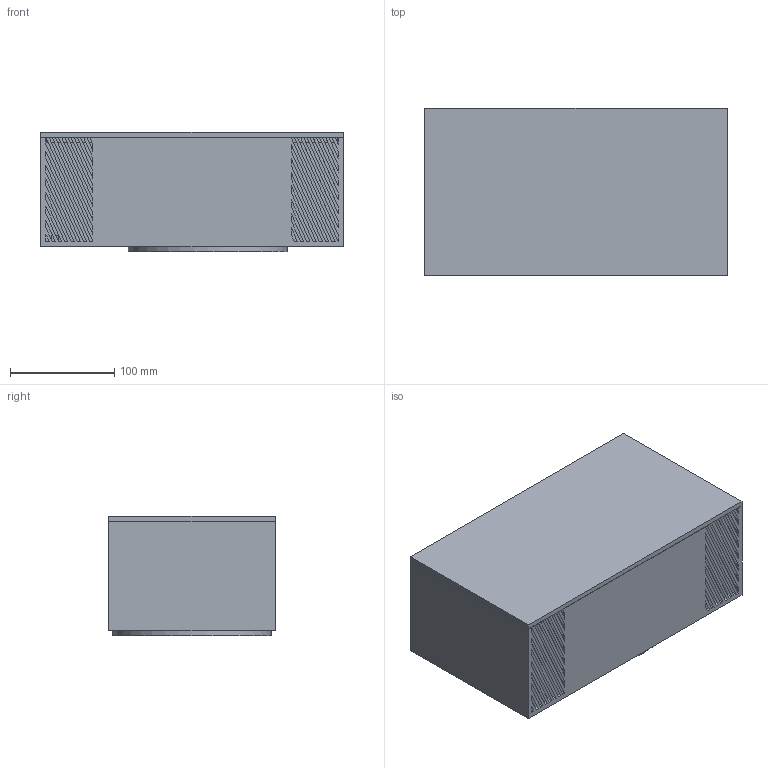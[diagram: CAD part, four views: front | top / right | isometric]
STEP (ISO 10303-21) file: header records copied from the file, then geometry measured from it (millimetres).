
FILE_DESCRIPTION(/* description */ (''),/* implementation_level */ '2;1');
FILE_NAME(/* name */ 'music v5.step',/* time_stamp */ '2025-07-30T17:07:47-04:00',/* author */ (''),/* organization */ (''),/* preprocessor_version */ 'ST-DEVELOPER v20.1',/* originating_system */ 'Autodesk Translation Framework v14.10.0.0',/* authorisation */ '');
FILE_SCHEMA (('AUTOMOTIVE_DESIGN { 1 0 10303 214 3 1 1 }'));
Products named in the file (7): music; disk and rod; base; bottom; Spur Gear (4 teeth); Spur Gear (33 teeth); Spur Gear (6 teeth)
Assembly tree (6 placements, depth 2):
  music
    disk and rod
    base
    bottom
    Spur Gear (4 teeth)
    Spur Gear (33 teeth)
    Spur Gear (6 teeth)
Bounding box: 290 x 160 x 115 mm (x, y, z)
Volume: 1169525.6 mm3; surface area: 437496.4 mm2
Topology: 7 solids, 7 shells, 496 faces, 1476 edges, 980 vertices
Faces by surface type: plane 224, bspline 152, cylinder 120
Full cylindrical faces by diameter (mm): 3.4 x1, 8 x1, 20 x2, 44.721 x1, 50 x2, 120 x1, 152.4 x2
Entity records: 43103 total; most frequent: CARTESIAN_POINT 30821, ORIENTED_EDGE 2952, DIRECTION 1996, EDGE_CURVE 1476, VERTEX_POINT 980, LINE 798, VECTOR 798, AXIS2_PLACEMENT_3D 599
